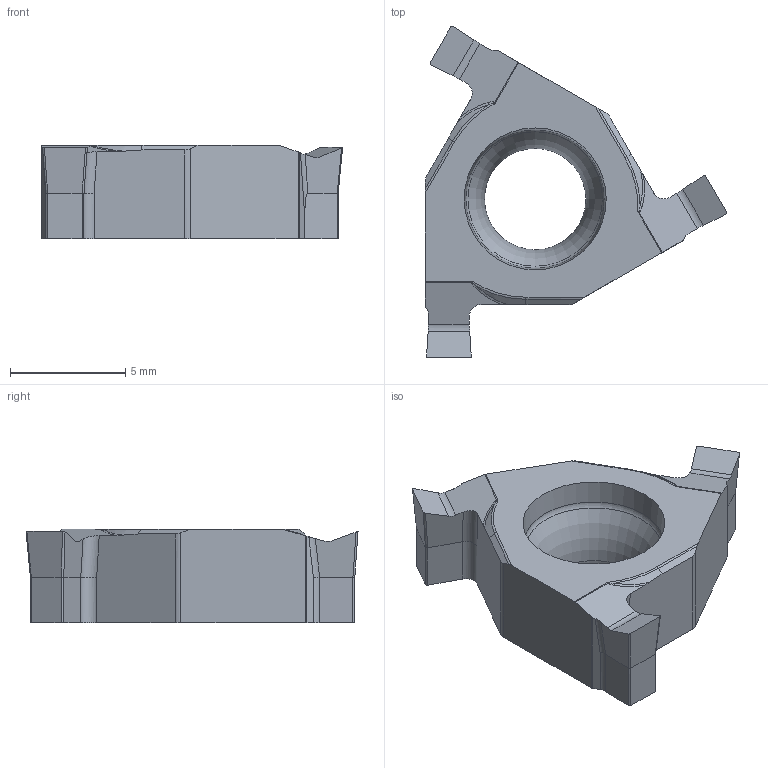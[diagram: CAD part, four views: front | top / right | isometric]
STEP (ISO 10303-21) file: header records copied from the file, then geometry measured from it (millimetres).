
FILE_DESCRIPTION(/* description */ (''),/* implementation_level */ '2;1');
FILE_NAME(/* name */ '1568367917276.stp',/* time_stamp */ '2019-09-13T15:15:27+06:00',/* author */ (''),/* organization */ ('SMS'),/* preprocessor_version */ 'ST-DEVELOPER v15',/* originating_system */ 'SIEMENS PLM Software NX 8.5',/* authorisation */ '');
FILE_SCHEMA (('AUTOMOTIVE_DESIGN { 1 0 10303 214 3 1 1 1 }'));
Length unit declared in the file: millimetre
Products named in the file (1): 202271567mod000_00
Bounding box: 13.07 x 14.4 x 4.07 mm (x, y, z)
Volume: 290.1 mm3; surface area: 400.6 mm2
Topology: 1 solids, 1 shells, 95 faces, 254 edges, 163 vertices
Faces by surface type: cylinder 39, plane 38, bspline 9, torus 5, cone 4
Full cylindrical faces by diameter (mm): 4.4 x1
Entity records: 3490 total; most frequent: CARTESIAN_POINT 1113, ORIENTED_EDGE 496, DIRECTION 477, EDGE_CURVE 248, AXIS2_PLACEMENT_3D 167, VERTEX_POINT 159, LINE 143, VECTOR 143
